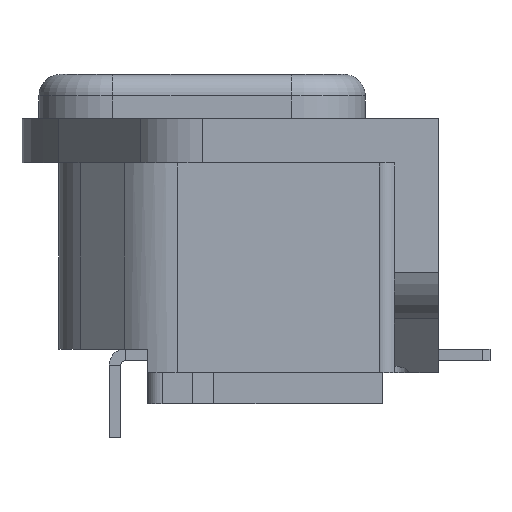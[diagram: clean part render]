
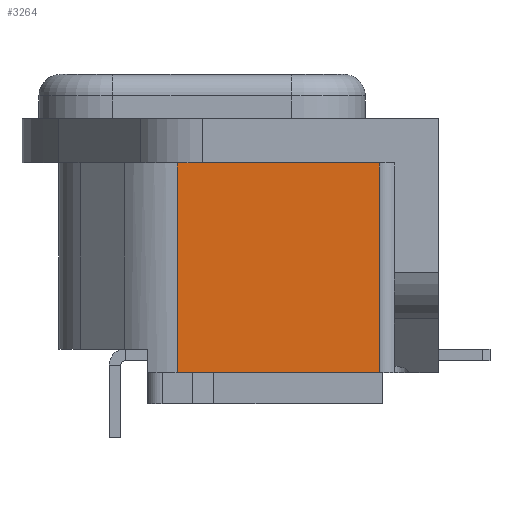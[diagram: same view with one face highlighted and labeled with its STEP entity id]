
A CAD part, left-side view. The second image highlights one B-rep face of the part: STEP entity #3264.
In plain terms, the highlighted planar face has unit normal (-1, 0, 0).
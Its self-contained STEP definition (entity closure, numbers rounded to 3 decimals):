
#83 = VERTEX_POINT ( 'NONE', #6382 ) ;
#296 = CARTESIAN_POINT ( 'NONE',  ( -13.5, 1.7, -6. ) ) ;
#442 = VECTOR ( 'NONE', #6534, 1000. ) ;
#583 = CARTESIAN_POINT ( 'NONE',  ( -13.5, -12., -96.618 ) ) ;
#1073 = ORIENTED_EDGE ( 'NONE', *, *, #6434, .T. ) ;
#1143 = CARTESIAN_POINT ( 'NONE',  ( -13.5, -12., -96.618 ) ) ;
#1325 = ORIENTED_EDGE ( 'NONE', *, *, #3926, .F. ) ;
#1633 = DIRECTION ( 'NONE',  ( 0., 0., 1. ) ) ;
#1763 = AXIS2_PLACEMENT_3D ( 'NONE', #583, #5815, #5237 ) ;
#2191 = DIRECTION ( 'NONE',  ( 0., 0., 1. ) ) ;
#2416 = VERTEX_POINT ( 'NONE', #4494 ) ;
#2419 = FACE_OUTER_BOUND ( 'NONE', #7045, .T. ) ;
#3059 = DIRECTION ( 'NONE',  ( 0., -1., 0. ) ) ;
#3254 = EDGE_CURVE ( 'NONE', #2416, #6968, #3872, .T. ) ;
#3264 = ADVANCED_FACE ( 'NONE', ( #2419 ), #4073, .F. ) ;
#3840 = VECTOR ( 'NONE', #3059, 1000. ) ;
#3872 = LINE ( 'NONE', #1143, #4491 ) ;
#3877 = ORIENTED_EDGE ( 'NONE', *, *, #3254, .T. ) ;
#3926 = EDGE_CURVE ( 'NONE', #83, #4319, #6663, .T. ) ;
#4073 = PLANE ( 'NONE',  #1763 ) ;
#4199 = CARTESIAN_POINT ( 'NONE',  ( -13.5, -12., -20.2 ) ) ;
#4319 = VERTEX_POINT ( 'NONE', #296 ) ;
#4491 = VECTOR ( 'NONE', #1633, 1000. ) ;
#4494 = CARTESIAN_POINT ( 'NONE',  ( -13.5, -12., -20.2 ) ) ;
#4607 = LINE ( 'NONE', #4820, #442 ) ;
#4783 = EDGE_CURVE ( 'NONE', #83, #2416, #6205, .T. ) ;
#4820 = CARTESIAN_POINT ( 'NONE',  ( -13.5, -12., -6. ) ) ;
#4860 = CARTESIAN_POINT ( 'NONE',  ( -13.5, -12., -6. ) ) ;
#5237 = DIRECTION ( 'NONE',  ( 0., 0., -1. ) ) ;
#5815 = DIRECTION ( 'NONE',  ( 1., 0., 0. ) ) ;
#6205 = LINE ( 'NONE', #4199, #3840 ) ;
#6382 = CARTESIAN_POINT ( 'NONE',  ( -13.5, 1.7, -20.2 ) ) ;
#6419 = ORIENTED_EDGE ( 'NONE', *, *, #4783, .T. ) ;
#6434 = EDGE_CURVE ( 'NONE', #6968, #4319, #4607, .T. ) ;
#6534 = DIRECTION ( 'NONE',  ( 0., 1., 0. ) ) ;
#6663 = LINE ( 'NONE', #7424, #7310 ) ;
#6968 = VERTEX_POINT ( 'NONE', #4860 ) ;
#7045 = EDGE_LOOP ( 'NONE', ( #1325, #6419, #3877, #1073 ) ) ;
#7310 = VECTOR ( 'NONE', #2191, 1000. ) ;
#7424 = CARTESIAN_POINT ( 'NONE',  ( -13.5, 1.7, -96.618 ) ) ;
